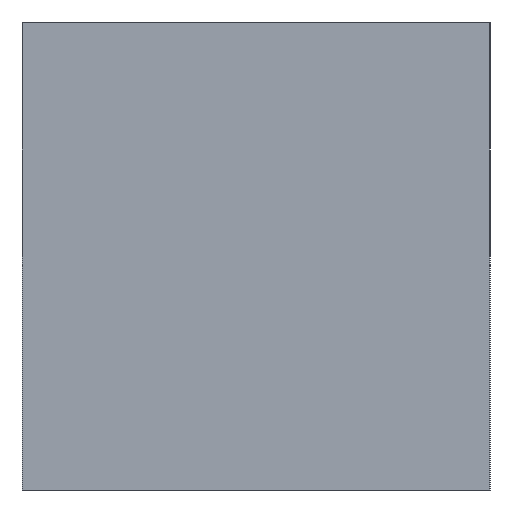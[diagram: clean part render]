
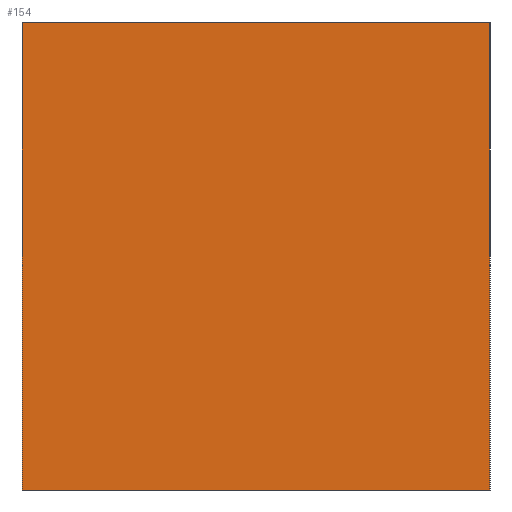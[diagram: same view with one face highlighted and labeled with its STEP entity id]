
A CAD part, left-side view. The second image highlights one B-rep face of the part: STEP entity #154.
In plain terms, the highlighted face is planar.
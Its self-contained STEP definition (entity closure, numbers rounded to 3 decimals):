
#31 = EDGE_LOOP ( 'NONE', ( #202, #336, #118, #194 ) ) ;
#36 = AXIS2_PLACEMENT_3D ( 'NONE', #38, #237, #186 ) ;
#38 = CARTESIAN_POINT ( 'NONE',  ( 0., 21.213, 15. ) ) ;
#41 = VERTEX_POINT ( 'NONE', #89 ) ;
#67 = CARTESIAN_POINT ( 'NONE',  ( 0., 21.213, -15. ) ) ;
#71 = PLANE ( 'NONE',  #36 ) ;
#86 = EDGE_CURVE ( 'NONE', #215, #165, #330, .T. ) ;
#89 = CARTESIAN_POINT ( 'NONE',  ( 0., 21.213, 15. ) ) ;
#98 = VECTOR ( 'NONE', #211, 1000. ) ;
#105 = DIRECTION ( 'NONE',  ( 0., 0., -1. ) ) ;
#109 = LINE ( 'NONE', #184, #98 ) ;
#118 = ORIENTED_EDGE ( 'NONE', *, *, #125, .F. ) ;
#125 = EDGE_CURVE ( 'NONE', #41, #345, #205, .T. ) ;
#154 = ADVANCED_FACE ( 'NONE', ( #347 ), #71, .F. ) ;
#165 = VERTEX_POINT ( 'NONE', #288 ) ;
#174 = VECTOR ( 'NONE', #287, 1000. ) ;
#179 = VECTOR ( 'NONE', #293, 1000. ) ;
#184 = CARTESIAN_POINT ( 'NONE',  ( 0., 21.213, 15. ) ) ;
#186 = DIRECTION ( 'NONE',  ( 0.707, 0.707, 0. ) ) ;
#194 = ORIENTED_EDGE ( 'NONE', *, *, #313, .T. ) ;
#202 = ORIENTED_EDGE ( 'NONE', *, *, #86, .T. ) ;
#205 = LINE ( 'NONE', #264, #179 ) ;
#211 = DIRECTION ( 'NONE',  ( 0., 0., -1. ) ) ;
#215 = VERTEX_POINT ( 'NONE', #67 ) ;
#237 = DIRECTION ( 'NONE',  ( 0.707, -0.707, 0. ) ) ;
#243 = EDGE_CURVE ( 'NONE', #345, #165, #257, .T. ) ;
#257 = LINE ( 'NONE', #272, #340 ) ;
#264 = CARTESIAN_POINT ( 'NONE',  ( 0., 21.213, 15. ) ) ;
#266 = CARTESIAN_POINT ( 'NONE',  ( -21.213, 0., 15. ) ) ;
#272 = CARTESIAN_POINT ( 'NONE',  ( -21.213, 0., 15. ) ) ;
#287 = DIRECTION ( 'NONE',  ( -0.707, -0.707, 0. ) ) ;
#288 = CARTESIAN_POINT ( 'NONE',  ( -21.213, 0., -15. ) ) ;
#290 = CARTESIAN_POINT ( 'NONE',  ( 0., 21.213, -15. ) ) ;
#293 = DIRECTION ( 'NONE',  ( -0.707, -0.707, 0. ) ) ;
#313 = EDGE_CURVE ( 'NONE', #41, #215, #109, .T. ) ;
#330 = LINE ( 'NONE', #290, #174 ) ;
#336 = ORIENTED_EDGE ( 'NONE', *, *, #243, .F. ) ;
#340 = VECTOR ( 'NONE', #105, 1000. ) ;
#345 = VERTEX_POINT ( 'NONE', #266 ) ;
#347 = FACE_OUTER_BOUND ( 'NONE', #31, .T. ) ;
